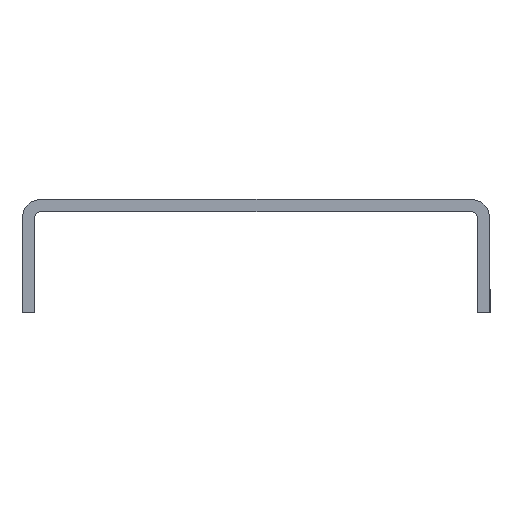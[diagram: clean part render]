
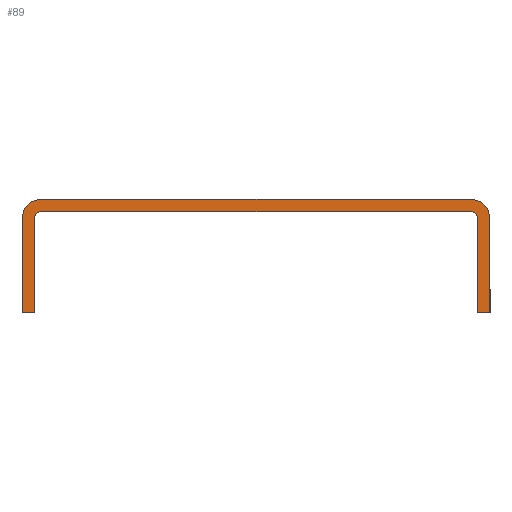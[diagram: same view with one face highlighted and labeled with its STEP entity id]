
A CAD part, left-side view. The second image highlights one B-rep face of the part: STEP entity #89.
In plain terms, the highlighted planar face has unit normal (-1, 0, 0).
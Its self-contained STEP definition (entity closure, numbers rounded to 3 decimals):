
#2 = VERTEX_POINT ( 'NONE', #639 ) ;
#4 = ORIENTED_EDGE ( 'NONE', *, *, #332, .T. ) ;
#8 = DIRECTION ( 'NONE',  ( 0., 0., 1. ) ) ;
#29 = ORIENTED_EDGE ( 'NONE', *, *, #30, .T. ) ;
#30 = EDGE_CURVE ( 'NONE', #179, #326, #101, .T. ) ;
#36 = CARTESIAN_POINT ( 'NONE',  ( -1500., -17.25, 65.942 ) ) ;
#37 = AXIS2_PLACEMENT_3D ( 'NONE', #475, #346, #8 ) ;
#45 = EDGE_CURVE ( 'NONE', #256, #419, #524, .T. ) ;
#53 = ORIENTED_EDGE ( 'NONE', *, *, #465, .T. ) ;
#56 = ORIENTED_EDGE ( 'NONE', *, *, #323, .T. ) ;
#61 = CIRCLE ( 'NONE', #95, 1.5 ) ;
#68 = CARTESIAN_POINT ( 'NONE',  ( -1500., -16.75, 73.566 ) ) ;
#77 = VECTOR ( 'NONE', #353, 1000. ) ;
#86 = VECTOR ( 'NONE', #302, 1000. ) ;
#87 = CARTESIAN_POINT ( 'NONE',  ( -1500., 18.25, 73.566 ) ) ;
#88 = EDGE_CURVE ( 'NONE', #326, #577, #472, .T. ) ;
#89 = ADVANCED_FACE ( 'NONE', ( #634 ), #423, .T. ) ;
#95 = AXIS2_PLACEMENT_3D ( 'NONE', #266, #572, #457 ) ;
#101 = LINE ( 'NONE', #36, #626 ) ;
#106 = LINE ( 'NONE', #295, #516 ) ;
#114 = VECTOR ( 'NONE', #172, 1000. ) ;
#117 = EDGE_CURVE ( 'NONE', #463, #451, #106, .T. ) ;
#119 = DIRECTION ( 'NONE',  ( 0., -1., 0. ) ) ;
#124 = CARTESIAN_POINT ( 'NONE',  ( -1500., 17.75, 75.066 ) ) ;
#127 = EDGE_CURVE ( 'NONE', #419, #406, #484, .T. ) ;
#135 = DIRECTION ( 'NONE',  ( 0., -1., 0. ) ) ;
#144 = DIRECTION ( 'NONE',  ( 0., 1., 0. ) ) ;
#152 = CARTESIAN_POINT ( 'NONE',  ( -1500., -18.25, 65.942 ) ) ;
#160 = AXIS2_PLACEMENT_3D ( 'NONE', #68, #287, #585 ) ;
#172 = DIRECTION ( 'NONE',  ( 0., 0., 1. ) ) ;
#177 = VECTOR ( 'NONE', #144, 1000. ) ;
#178 = DIRECTION ( 'NONE',  ( 0., 0., 1. ) ) ;
#179 = VERTEX_POINT ( 'NONE', #336 ) ;
#206 = VERTEX_POINT ( 'NONE', #124 ) ;
#211 = LINE ( 'NONE', #224, #478 ) ;
#217 = DIRECTION ( 'NONE',  ( 0., 0., 1. ) ) ;
#224 = CARTESIAN_POINT ( 'NONE',  ( -1500., 18.25, 65.942 ) ) ;
#228 = CARTESIAN_POINT ( 'NONE',  ( -1500., -18.25, 73.566 ) ) ;
#233 = CARTESIAN_POINT ( 'NONE',  ( -1500., -16.75, 73.566 ) ) ;
#238 = ORIENTED_EDGE ( 'NONE', *, *, #270, .T. ) ;
#246 = EDGE_CURVE ( 'NONE', #206, #463, #61, .T. ) ;
#256 = VERTEX_POINT ( 'NONE', #87 ) ;
#258 = EDGE_CURVE ( 'NONE', #406, #538, #589, .T. ) ;
#266 = CARTESIAN_POINT ( 'NONE',  ( -1500., 17.75, 73.566 ) ) ;
#270 = EDGE_CURVE ( 'NONE', #451, #390, #401, .T. ) ;
#272 = ORIENTED_EDGE ( 'NONE', *, *, #117, .T. ) ;
#277 = LINE ( 'NONE', #635, #177 ) ;
#287 = DIRECTION ( 'NONE',  ( -1., 0., 0. ) ) ;
#288 = CARTESIAN_POINT ( 'NONE',  ( -1500., -17.25, 73.566 ) ) ;
#295 = CARTESIAN_POINT ( 'NONE',  ( -1500., 19.25, 73.566 ) ) ;
#302 = DIRECTION ( 'NONE',  ( 0., 0., -1. ) ) ;
#313 = CIRCLE ( 'NONE', #600, 1.5 ) ;
#317 = DIRECTION ( 'NONE',  ( 0., 0., 1. ) ) ;
#323 = EDGE_CURVE ( 'NONE', #577, #2, #313, .T. ) ;
#326 = VERTEX_POINT ( 'NONE', #427 ) ;
#332 = EDGE_CURVE ( 'NONE', #538, #179, #607, .T. ) ;
#336 = CARTESIAN_POINT ( 'NONE',  ( -1500., -17.25, 65.942 ) ) ;
#345 = ORIENTED_EDGE ( 'NONE', *, *, #258, .T. ) ;
#346 = DIRECTION ( 'NONE',  ( 1., 0., 0. ) ) ;
#353 = DIRECTION ( 'NONE',  ( 0., -1., 0. ) ) ;
#359 = CARTESIAN_POINT ( 'NONE',  ( -1500., 17.75, 74.066 ) ) ;
#368 = CARTESIAN_POINT ( 'NONE',  ( -1500., 17.75, 73.566 ) ) ;
#390 = VERTEX_POINT ( 'NONE', #529 ) ;
#396 = AXIS2_PLACEMENT_3D ( 'NONE', #368, #616, #317 ) ;
#401 = LINE ( 'NONE', #525, #527 ) ;
#406 = VERTEX_POINT ( 'NONE', #531 ) ;
#413 = EDGE_LOOP ( 'NONE', ( #4, #29, #433, #56, #53, #507, #272, #238, #568, #431, #599, #345 ) ) ;
#419 = VERTEX_POINT ( 'NONE', #631 ) ;
#423 = PLANE ( 'NONE',  #160 ) ;
#427 = CARTESIAN_POINT ( 'NONE',  ( -1500., -18.25, 65.942 ) ) ;
#431 = ORIENTED_EDGE ( 'NONE', *, *, #45, .T. ) ;
#433 = ORIENTED_EDGE ( 'NONE', *, *, #88, .T. ) ;
#451 = VERTEX_POINT ( 'NONE', #479 ) ;
#457 = DIRECTION ( 'NONE',  ( 0., 0., 1. ) ) ;
#463 = VERTEX_POINT ( 'NONE', #481 ) ;
#465 = EDGE_CURVE ( 'NONE', #2, #206, #277, .T. ) ;
#466 = DIRECTION ( 'NONE',  ( 0., 0., -1. ) ) ;
#472 = LINE ( 'NONE', #152, #114 ) ;
#475 = CARTESIAN_POINT ( 'NONE',  ( -1500., -16.75, 73.566 ) ) ;
#478 = VECTOR ( 'NONE', #217, 1000. ) ;
#479 = CARTESIAN_POINT ( 'NONE',  ( -1500., 19.25, 65.942 ) ) ;
#481 = CARTESIAN_POINT ( 'NONE',  ( -1500., 19.25, 73.566 ) ) ;
#484 = LINE ( 'NONE', #359, #77 ) ;
#507 = ORIENTED_EDGE ( 'NONE', *, *, #246, .T. ) ;
#516 = VECTOR ( 'NONE', #466, 1000. ) ;
#524 = CIRCLE ( 'NONE', #396, 0.5 ) ;
#525 = CARTESIAN_POINT ( 'NONE',  ( -1500., 19.25, 65.942 ) ) ;
#527 = VECTOR ( 'NONE', #135, 1000. ) ;
#529 = CARTESIAN_POINT ( 'NONE',  ( -1500., 18.25, 65.942 ) ) ;
#531 = CARTESIAN_POINT ( 'NONE',  ( -1500., -16.75, 74.066 ) ) ;
#538 = VERTEX_POINT ( 'NONE', #288 ) ;
#544 = DIRECTION ( 'NONE',  ( -1., 0., 0. ) ) ;
#568 = ORIENTED_EDGE ( 'NONE', *, *, #591, .T. ) ;
#572 = DIRECTION ( 'NONE',  ( -1., 0., 0. ) ) ;
#577 = VERTEX_POINT ( 'NONE', #228 ) ;
#585 = DIRECTION ( 'NONE',  ( 0., 0., 1. ) ) ;
#589 = CIRCLE ( 'NONE', #37, 0.5 ) ;
#591 = EDGE_CURVE ( 'NONE', #390, #256, #211, .T. ) ;
#595 = CARTESIAN_POINT ( 'NONE',  ( -1500., -17.25, 73.566 ) ) ;
#599 = ORIENTED_EDGE ( 'NONE', *, *, #127, .T. ) ;
#600 = AXIS2_PLACEMENT_3D ( 'NONE', #233, #544, #178 ) ;
#607 = LINE ( 'NONE', #595, #86 ) ;
#616 = DIRECTION ( 'NONE',  ( 1., 0., 0. ) ) ;
#626 = VECTOR ( 'NONE', #119, 1000. ) ;
#631 = CARTESIAN_POINT ( 'NONE',  ( -1500., 17.75, 74.066 ) ) ;
#634 = FACE_OUTER_BOUND ( 'NONE', #413, .T. ) ;
#635 = CARTESIAN_POINT ( 'NONE',  ( -1500., -16.75, 75.066 ) ) ;
#639 = CARTESIAN_POINT ( 'NONE',  ( -1500., -16.75, 75.066 ) ) ;
